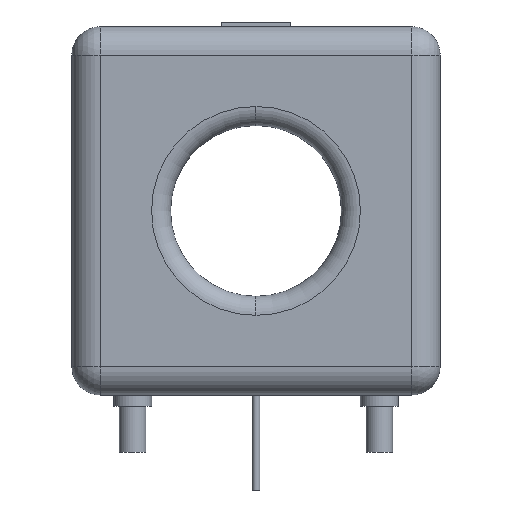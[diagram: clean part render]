
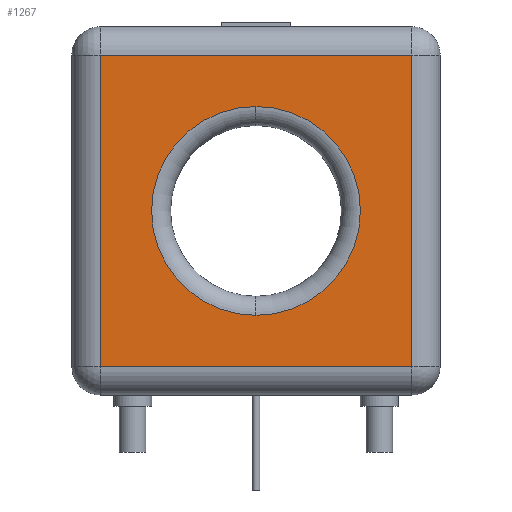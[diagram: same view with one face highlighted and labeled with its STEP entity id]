
A CAD part, front view. The second image highlights one B-rep face of the part: STEP entity #1267.
In plain terms, the highlighted planar face has unit normal (0, -1, 0).
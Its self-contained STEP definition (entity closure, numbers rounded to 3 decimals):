
#60 = CARTESIAN_POINT ( 'NONE',  ( 8.2, -4., 8.2 ) ) ;
#77 = CARTESIAN_POINT ( 'NONE',  ( 8.2, -4., -8.2 ) ) ;
#110 = CARTESIAN_POINT ( 'NONE',  ( -8.2, -4., -8.2 ) ) ;
#207 = VERTEX_POINT ( 'NONE', #1461 ) ;
#225 = CIRCLE ( 'NONE', #920, 5.5 ) ;
#263 = DIRECTION ( 'NONE',  ( 1., 0., 0. ) ) ;
#273 = ORIENTED_EDGE ( 'NONE', *, *, #904, .T. ) ;
#320 = ORIENTED_EDGE ( 'NONE', *, *, #1278, .T. ) ;
#371 = DIRECTION ( 'NONE',  ( 0., 0., -1. ) ) ;
#374 = CIRCLE ( 'NONE', #692, 5.5 ) ;
#377 = VERTEX_POINT ( 'NONE', #587 ) ;
#380 = FACE_OUTER_BOUND ( 'NONE', #552, .T. ) ;
#419 = EDGE_CURVE ( 'NONE', #697, #1006, #1397, .T. ) ;
#443 = DIRECTION ( 'NONE',  ( -1., 0., 0. ) ) ;
#484 = FACE_BOUND ( 'NONE', #827, .T. ) ;
#513 = ORIENTED_EDGE ( 'NONE', *, *, #1363, .T. ) ;
#552 = EDGE_LOOP ( 'NONE', ( #1400, #320, #1142, #991 ) ) ;
#587 = CARTESIAN_POINT ( 'NONE',  ( 0., -4., 5.5 ) ) ;
#605 = DIRECTION ( 'NONE',  ( 0., 0., -1. ) ) ;
#622 = VECTOR ( 'NONE', #443, 1000. ) ;
#692 = AXIS2_PLACEMENT_3D ( 'NONE', #1453, #1331, #605 ) ;
#697 = VERTEX_POINT ( 'NONE', #1499 ) ;
#823 = AXIS2_PLACEMENT_3D ( 'NONE', #1310, #1422, #371 ) ;
#825 = DIRECTION ( 'NONE',  ( 0., 0., 1. ) ) ;
#827 = EDGE_LOOP ( 'NONE', ( #513, #273 ) ) ;
#844 = LINE ( 'NONE', #1301, #1205 ) ;
#861 = VECTOR ( 'NONE', #1145, 1000. ) ;
#904 = EDGE_CURVE ( 'NONE', #377, #207, #374, .T. ) ;
#920 = AXIS2_PLACEMENT_3D ( 'NONE', #1000, #1008, #1474 ) ;
#934 = LINE ( 'NONE', #1500, #622 ) ;
#955 = PLANE ( 'NONE',  #823 ) ;
#991 = ORIENTED_EDGE ( 'NONE', *, *, #1528, .T. ) ;
#1000 = CARTESIAN_POINT ( 'NONE',  ( 0., -4., 0. ) ) ;
#1002 = EDGE_CURVE ( 'NONE', #1445, #1289, #1060, .T. ) ;
#1006 = VERTEX_POINT ( 'NONE', #110 ) ;
#1008 = DIRECTION ( 'NONE',  ( 0., 1., 0. ) ) ;
#1050 = CARTESIAN_POINT ( 'NONE',  ( -8.2, -4., -8.2 ) ) ;
#1057 = VECTOR ( 'NONE', #825, 1000. ) ;
#1060 = LINE ( 'NONE', #1162, #1057 ) ;
#1142 = ORIENTED_EDGE ( 'NONE', *, *, #1002, .T. ) ;
#1145 = DIRECTION ( 'NONE',  ( 0., 0., -1. ) ) ;
#1162 = CARTESIAN_POINT ( 'NONE',  ( 8.2, -4., 8.2 ) ) ;
#1205 = VECTOR ( 'NONE', #263, 1000. ) ;
#1267 = ADVANCED_FACE ( 'NONE', ( #484, #380 ), #955, .T. ) ;
#1278 = EDGE_CURVE ( 'NONE', #1006, #1445, #844, .T. ) ;
#1289 = VERTEX_POINT ( 'NONE', #60 ) ;
#1301 = CARTESIAN_POINT ( 'NONE',  ( 8.2, -4., -8.2 ) ) ;
#1310 = CARTESIAN_POINT ( 'NONE',  ( -8.2, -4., 8.2 ) ) ;
#1331 = DIRECTION ( 'NONE',  ( 0., 1., 0. ) ) ;
#1363 = EDGE_CURVE ( 'NONE', #207, #377, #225, .T. ) ;
#1397 = LINE ( 'NONE', #1050, #861 ) ;
#1400 = ORIENTED_EDGE ( 'NONE', *, *, #419, .T. ) ;
#1422 = DIRECTION ( 'NONE',  ( 0., -1., 0. ) ) ;
#1445 = VERTEX_POINT ( 'NONE', #77 ) ;
#1453 = CARTESIAN_POINT ( 'NONE',  ( 0., -4., 0. ) ) ;
#1461 = CARTESIAN_POINT ( 'NONE',  ( 0., -4., -5.5 ) ) ;
#1474 = DIRECTION ( 'NONE',  ( 0., 0., -1. ) ) ;
#1499 = CARTESIAN_POINT ( 'NONE',  ( -8.2, -4., 8.2 ) ) ;
#1500 = CARTESIAN_POINT ( 'NONE',  ( -8.2, -4., 8.2 ) ) ;
#1528 = EDGE_CURVE ( 'NONE', #1289, #697, #934, .T. ) ;
